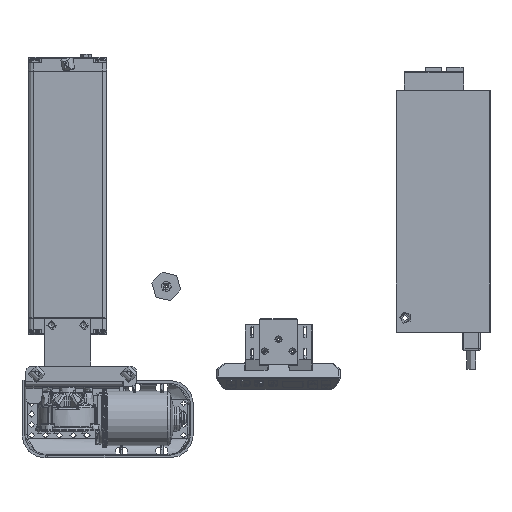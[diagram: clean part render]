
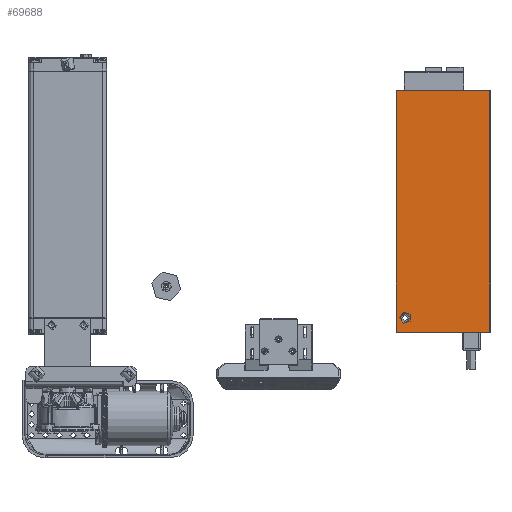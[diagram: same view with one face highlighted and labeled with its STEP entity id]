
A CAD part, top view. The second image highlights one B-rep face of the part: STEP entity #69688.
In plain terms, the highlighted planar face has unit normal (0, 0, 1).
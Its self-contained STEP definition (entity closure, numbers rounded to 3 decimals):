
#4660=FACE_BOUND('',#17834,.T.);
#8257=CIRCLE('',#77275,6.35);
#13499=FACE_OUTER_BOUND('',#17833,.T.);
#17833=EDGE_LOOP('',(#61502,#61503,#61504,#61505));
#17834=EDGE_LOOP('',(#61506));
#21814=LINE('',#237009,#25822);
#21829=LINE('',#237038,#25837);
#21831=LINE('',#237041,#25839);
#21833=LINE('',#237044,#25841);
#25822=VECTOR('',#95121,10.);
#25837=VECTOR('',#95148,10.);
#25839=VECTOR('',#95152,10.);
#25841=VECTOR('',#95156,10.);
#31882=VERTEX_POINT('',#236717);
#31964=VERTEX_POINT('',#236983);
#31969=VERTEX_POINT('',#236999);
#31974=VERTEX_POINT('',#237018);
#31977=VERTEX_POINT('',#237028);
#41674=EDGE_CURVE('',#31882,#31882,#8257,.T.);
#41817=EDGE_CURVE('',#31964,#31969,#21814,.T.);
#41832=EDGE_CURVE('',#31969,#31977,#21829,.T.);
#41834=EDGE_CURVE('',#31977,#31974,#21831,.T.);
#41836=EDGE_CURVE('',#31974,#31964,#21833,.T.);
#61502=ORIENTED_EDGE('',*,*,#41817,.F.);
#61503=ORIENTED_EDGE('',*,*,#41836,.F.);
#61504=ORIENTED_EDGE('',*,*,#41834,.F.);
#61505=ORIENTED_EDGE('',*,*,#41832,.F.);
#61506=ORIENTED_EDGE('',*,*,#41674,.T.);
#62824=PLANE('',#77397);
#69688=ADVANCED_FACE('',(#13499,#4660),#62824,.T.);
#77275=AXIS2_PLACEMENT_3D('',#236719,#94814,#94815);
#77397=AXIS2_PLACEMENT_3D('',#237071,#95182,#95183);
#94814=DIRECTION('center_axis',(0.,0.,-1.));
#94815=DIRECTION('ref_axis',(0.,1.,0.));
#95121=DIRECTION('',(0.,-1.,0.));
#95148=DIRECTION('',(-1.,0.,0.));
#95152=DIRECTION('',(0.,1.,0.));
#95156=DIRECTION('',(1.,0.,0.));
#95182=DIRECTION('center_axis',(0.,0.,1.));
#95183=DIRECTION('ref_axis',(1.,0.,0.));
#236717=CARTESIAN_POINT('',(115.5,-47.35,18.5));
#236719=CARTESIAN_POINT('Origin',(115.5,-41.,18.5));
#236983=CARTESIAN_POINT('',(131.25,50.75,18.5));
#236999=CARTESIAN_POINT('',(131.25,-50.75,18.5));
#237009=CARTESIAN_POINT('',(131.25,25.5,18.5));
#237018=CARTESIAN_POINT('',(-131.25,50.75,18.5));
#237028=CARTESIAN_POINT('',(-131.25,-50.75,18.5));
#237038=CARTESIAN_POINT('',(65.75,-50.75,18.5));
#237041=CARTESIAN_POINT('',(-131.25,-25.5,18.5));
#237044=CARTESIAN_POINT('',(-65.75,50.75,18.5));
#237071=CARTESIAN_POINT('Origin',(0.,0.,
18.5));
